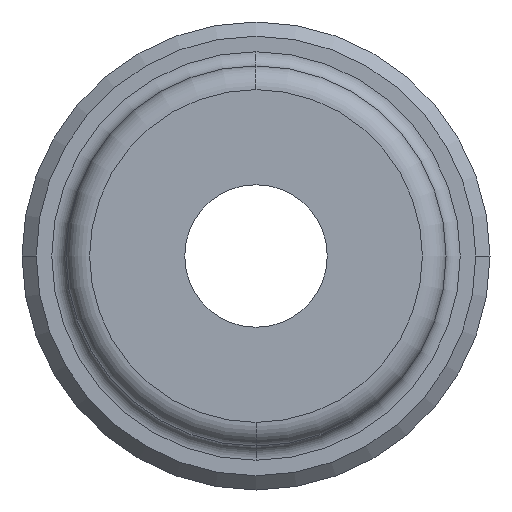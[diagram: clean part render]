
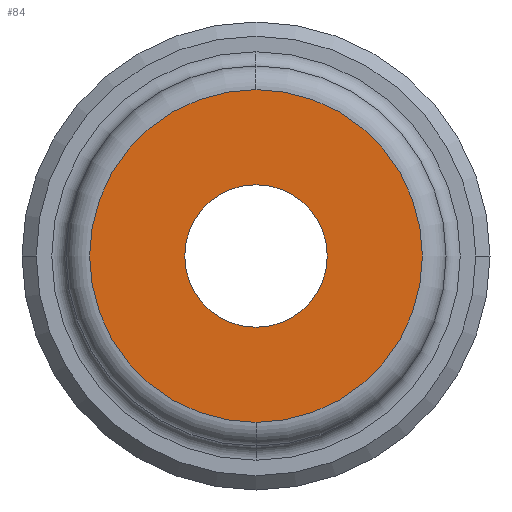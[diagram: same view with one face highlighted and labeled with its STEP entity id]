
A CAD part, front view. The second image highlights one B-rep face of the part: STEP entity #84.
In plain terms, the highlighted planar face has unit normal (0, -1, 0).
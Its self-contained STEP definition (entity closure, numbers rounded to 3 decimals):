
#84=ADVANCED_FACE('',(#170,#171),#172,.T.);
#170=FACE_OUTER_BOUND('',#259,.T.);
#171=FACE_BOUND('',#260,.T.);
#172=PLANE('',#261);
#259=EDGE_LOOP('',(#546,#547,#548));
#260=EDGE_LOOP('',(#549,#550));
#261=AXIS2_PLACEMENT_3D('',#551,#552,#553);
#546=ORIENTED_EDGE('',*,*,#579,.F.);
#547=ORIENTED_EDGE('',*,*,#578,.F.);
#548=ORIENTED_EDGE('',*,*,#660,.F.);
#549=ORIENTED_EDGE('',*,*,#659,.T.);
#550=ORIENTED_EDGE('',*,*,#583,.T.);
#551=CARTESIAN_POINT('',(2.511,-34.0,0.0));
#552=DIRECTION('',(0.,-1.0,0.0));
#553=DIRECTION('',(-1.0,0.,-0.0));
#578=EDGE_CURVE('',#674,#677,#678,.T.);
#579=EDGE_CURVE('',#677,#679,#680,.T.);
#583=EDGE_CURVE('',#686,#683,#687,.T.);
#659=EDGE_CURVE('',#683,#686,#807,.T.);
#660=EDGE_CURVE('',#679,#674,#808,.T.);
#674=VERTEX_POINT('',#824);
#677=VERTEX_POINT('',#827);
#678=CIRCLE('',#828,3.516);
#679=VERTEX_POINT('',#829);
#680=CIRCLE('',#830,3.516);
#683=VERTEX_POINT('',#833);
#686=VERTEX_POINT('',#837);
#687=CIRCLE('',#838,1.506);
#807=CIRCLE('',#983,1.506);
#808=CIRCLE('',#984,3.516);
#824=CARTESIAN_POINT('',(0.,-34.0,3.516));
#827=CARTESIAN_POINT('',(3.516,-34.0,0.0));
#828=AXIS2_PLACEMENT_3D('',#1003,#1004,#1005);
#829=CARTESIAN_POINT('',(0.,-34.0,-3.516));
#830=AXIS2_PLACEMENT_3D('',#1006,#1007,#1008);
#833=CARTESIAN_POINT('',(1.506,-34.0,0.0));
#837=CARTESIAN_POINT('',(-1.506,-34.0,0.));
#838=AXIS2_PLACEMENT_3D('',#1016,#1017,#1018);
#983=AXIS2_PLACEMENT_3D('',#1194,#1195,#1196);
#984=AXIS2_PLACEMENT_3D('',#1197,#1198,#1199);
#1003=CARTESIAN_POINT('',(0.0,-34.0,0.0));
#1004=DIRECTION('',(-0.0,1.0,0.0));
#1005=DIRECTION('',(1.0,0.0,0.0));
#1006=CARTESIAN_POINT('',(0.0,-34.0,0.0));
#1007=DIRECTION('',(-0.0,1.0,0.0));
#1008=DIRECTION('',(1.0,0.0,0.0));
#1016=CARTESIAN_POINT('',(0.0,-34.0,0.0));
#1017=DIRECTION('',(-0.0,1.0,0.0));
#1018=DIRECTION('',(1.0,0.0,0.0));
#1194=CARTESIAN_POINT('',(0.0,-34.0,0.0));
#1195=DIRECTION('',(-0.0,1.0,0.0));
#1196=DIRECTION('',(1.0,0.0,0.0));
#1197=CARTESIAN_POINT('',(0.0,-34.0,0.0));
#1198=DIRECTION('',(-0.0,1.0,0.0));
#1199=DIRECTION('',(1.0,0.0,0.0));
